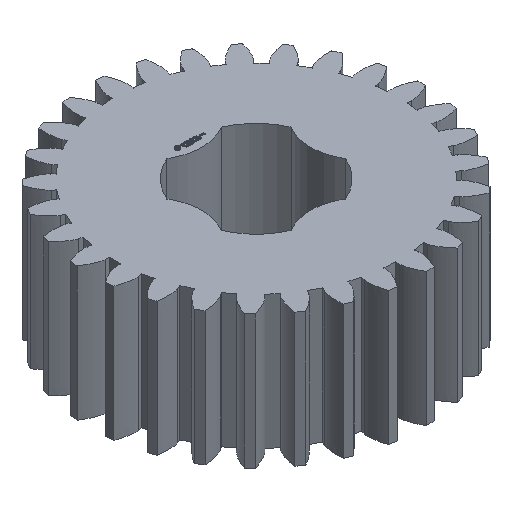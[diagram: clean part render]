
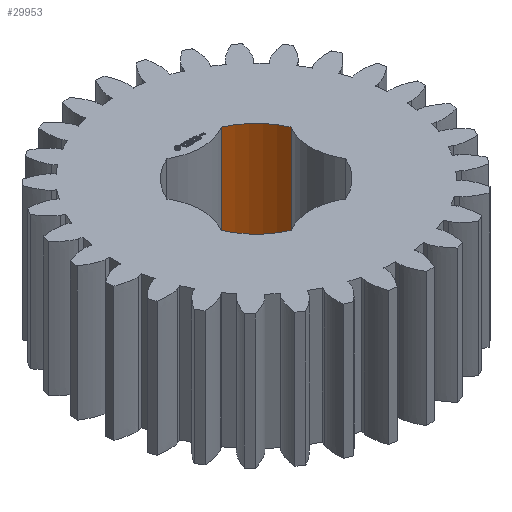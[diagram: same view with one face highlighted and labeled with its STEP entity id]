
A CAD part, isometric view. The second image highlights one B-rep face of the part: STEP entity #29953.
In plain terms, the highlighted cylindrical face has radius 6.35 mm (diameter 12.7 mm), a partial arc.
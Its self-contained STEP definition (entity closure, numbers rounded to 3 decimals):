
#93 = PLANE('',#94);
#94 = AXIS2_PLACEMENT_3D('',#95,#96,#97);
#95 = CARTESIAN_POINT('',(0.,0.,12.5));
#96 = DIRECTION('',(0.,0.,1.));
#97 = DIRECTION('',(1.,0.,0.));
#168 = PLANE('',#169);
#169 = AXIS2_PLACEMENT_3D('',#170,#171,#172);
#170 = CARTESIAN_POINT('',(0.,0.,0.));
#171 = DIRECTION('',(0.,0.,1.));
#172 = DIRECTION('',(1.,0.,0.));
#8492 = VERTEX_POINT('',#8493);
#8493 = CARTESIAN_POINT('',(2.55,5.816,0.));
#8508 = CYLINDRICAL_SURFACE('',#8509,4.9);
#8509 = AXIS2_PLACEMENT_3D('',#8510,#8511,#8512);
#8510 = CARTESIAN_POINT('',(0.,10.,0.));
#8511 = DIRECTION('',(0.,-0.,-1.));
#8512 = DIRECTION('',(0.707,0.707,0.));
#8520 = EDGE_CURVE('',#8521,#8492,#8523,.T.);
#8521 = VERTEX_POINT('',#8522);
#8522 = CARTESIAN_POINT('',(5.816,2.55,0.));
#8523 = SURFACE_CURVE('',#8524,(#8529,#8536),.PCURVE_S1.);
#8524 = CIRCLE('',#8525,6.35);
#8525 = AXIS2_PLACEMENT_3D('',#8526,#8527,#8528);
#8526 = CARTESIAN_POINT('',(0.,0.,0.));
#8527 = DIRECTION('',(0.,-0.,1.));
#8528 = DIRECTION('',(0.707,0.707,0.));
#8529 = PCURVE('',#168,#8530);
#8530 = DEFINITIONAL_REPRESENTATION('',(#8531),#8535);
#8531 = CIRCLE('',#8532,6.35);
#8532 = AXIS2_PLACEMENT_2D('',#8533,#8534);
#8533 = CARTESIAN_POINT('',(0.,0.));
#8534 = DIRECTION('',(0.707,0.707));
#8535 = ( GEOMETRIC_REPRESENTATION_CONTEXT(2) 
PARAMETRIC_REPRESENTATION_CONTEXT() REPRESENTATION_CONTEXT('2D SPACE',''
  ) );
#8536 = PCURVE('',#8537,#8542);
#8537 = CYLINDRICAL_SURFACE('',#8538,6.35);
#8538 = AXIS2_PLACEMENT_3D('',#8539,#8540,#8541);
#8539 = CARTESIAN_POINT('',(0.,0.,0.));
#8540 = DIRECTION('',(0.,-0.,-1.));
#8541 = DIRECTION('',(0.707,0.707,0.));
#8542 = DEFINITIONAL_REPRESENTATION('',(#8543),#8547);
#8543 = LINE('',#8544,#8545);
#8544 = CARTESIAN_POINT('',(-0.,0.));
#8545 = VECTOR('',#8546,1.);
#8546 = DIRECTION('',(-1.,0.));
#8547 = ( GEOMETRIC_REPRESENTATION_CONTEXT(2) 
PARAMETRIC_REPRESENTATION_CONTEXT() REPRESENTATION_CONTEXT('2D SPACE',''
  ) );
#8566 = CYLINDRICAL_SURFACE('',#8567,4.9);
#8567 = AXIS2_PLACEMENT_3D('',#8568,#8569,#8570);
#8568 = CARTESIAN_POINT('',(10.,0.,0.));
#8569 = DIRECTION('',(0.,-0.,-1.));
#8570 = DIRECTION('',(0.707,0.707,0.));
#14562 = VERTEX_POINT('',#14563);
#14563 = CARTESIAN_POINT('',(2.55,5.816,12.5));
#14585 = EDGE_CURVE('',#14586,#14562,#14588,.T.);
#14586 = VERTEX_POINT('',#14587);
#14587 = CARTESIAN_POINT('',(5.816,2.55,12.5));
#14588 = SURFACE_CURVE('',#14589,(#14594,#14601),.PCURVE_S1.);
#14589 = CIRCLE('',#14590,6.35);
#14590 = AXIS2_PLACEMENT_3D('',#14591,#14592,#14593);
#14591 = CARTESIAN_POINT('',(0.,0.,12.5)
  );
#14592 = DIRECTION('',(0.,-0.,1.));
#14593 = DIRECTION('',(0.707,0.707,0.));
#14594 = PCURVE('',#93,#14595);
#14595 = DEFINITIONAL_REPRESENTATION('',(#14596),#14600);
#14596 = CIRCLE('',#14597,6.35);
#14597 = AXIS2_PLACEMENT_2D('',#14598,#14599);
#14598 = CARTESIAN_POINT('',(0.,0.));
#14599 = DIRECTION('',(0.707,0.707));
#14600 = ( GEOMETRIC_REPRESENTATION_CONTEXT(2) 
PARAMETRIC_REPRESENTATION_CONTEXT() REPRESENTATION_CONTEXT('2D SPACE',''
  ) );
#14601 = PCURVE('',#8537,#14602);
#14602 = DEFINITIONAL_REPRESENTATION('',(#14603),#14607);
#14603 = LINE('',#14604,#14605);
#14604 = CARTESIAN_POINT('',(-0.,-12.5));
#14605 = VECTOR('',#14606,1.);
#14606 = DIRECTION('',(-1.,0.));
#14607 = ( GEOMETRIC_REPRESENTATION_CONTEXT(2) 
PARAMETRIC_REPRESENTATION_CONTEXT() REPRESENTATION_CONTEXT('2D SPACE',''
  ) );
#29930 = EDGE_CURVE('',#8521,#14586,#29931,.T.);
#29931 = SURFACE_CURVE('',#29932,(#29936,#29943),.PCURVE_S1.);
#29932 = LINE('',#29933,#29934);
#29933 = CARTESIAN_POINT('',(5.816,2.55,0.));
#29934 = VECTOR('',#29935,1.);
#29935 = DIRECTION('',(0.,0.,1.));
#29936 = PCURVE('',#8566,#29937);
#29937 = DEFINITIONAL_REPRESENTATION('',(#29938),#29942);
#29938 = LINE('',#29939,#29940);
#29939 = CARTESIAN_POINT('',(-1.809,0.));
#29940 = VECTOR('',#29941,1.);
#29941 = DIRECTION('',(-0.,-1.));
#29942 = ( GEOMETRIC_REPRESENTATION_CONTEXT(2) 
PARAMETRIC_REPRESENTATION_CONTEXT() REPRESENTATION_CONTEXT('2D SPACE',''
  ) );
#29943 = PCURVE('',#8537,#29944);
#29944 = DEFINITIONAL_REPRESENTATION('',(#29945),#29949);
#29945 = LINE('',#29946,#29947);
#29946 = CARTESIAN_POINT('',(-5.911,0.));
#29947 = VECTOR('',#29948,1.);
#29948 = DIRECTION('',(-0.,-1.));
#29949 = ( GEOMETRIC_REPRESENTATION_CONTEXT(2) 
PARAMETRIC_REPRESENTATION_CONTEXT() REPRESENTATION_CONTEXT('2D SPACE',''
  ) );
#29953 = ADVANCED_FACE('',(#29954),#8537,.F.);
#29954 = FACE_BOUND('',#29955,.T.);
#29955 = EDGE_LOOP('',(#29956,#29957,#29958,#29979));
#29956 = ORIENTED_EDGE('',*,*,#29930,.T.);
#29957 = ORIENTED_EDGE('',*,*,#14585,.T.);
#29958 = ORIENTED_EDGE('',*,*,#29959,.F.);
#29959 = EDGE_CURVE('',#8492,#14562,#29960,.T.);
#29960 = SURFACE_CURVE('',#29961,(#29965,#29972),.PCURVE_S1.);
#29961 = LINE('',#29962,#29963);
#29962 = CARTESIAN_POINT('',(2.55,5.816,0.));
#29963 = VECTOR('',#29964,1.);
#29964 = DIRECTION('',(0.,0.,1.));
#29965 = PCURVE('',#8537,#29966);
#29966 = DEFINITIONAL_REPRESENTATION('',(#29967),#29971);
#29967 = LINE('',#29968,#29969);
#29968 = CARTESIAN_POINT('',(-6.655,0.));
#29969 = VECTOR('',#29970,1.);
#29970 = DIRECTION('',(-0.,-1.));
#29971 = ( GEOMETRIC_REPRESENTATION_CONTEXT(2) 
PARAMETRIC_REPRESENTATION_CONTEXT() REPRESENTATION_CONTEXT('2D SPACE',''
  ) );
#29972 = PCURVE('',#8508,#29973);
#29973 = DEFINITIONAL_REPRESENTATION('',(#29974),#29978);
#29974 = LINE('',#29975,#29976);
#29975 = CARTESIAN_POINT('',(-4.474,0.));
#29976 = VECTOR('',#29977,1.);
#29977 = DIRECTION('',(-0.,-1.));
#29978 = ( GEOMETRIC_REPRESENTATION_CONTEXT(2) 
PARAMETRIC_REPRESENTATION_CONTEXT() REPRESENTATION_CONTEXT('2D SPACE',''
  ) );
#29979 = ORIENTED_EDGE('',*,*,#8520,.F.);
